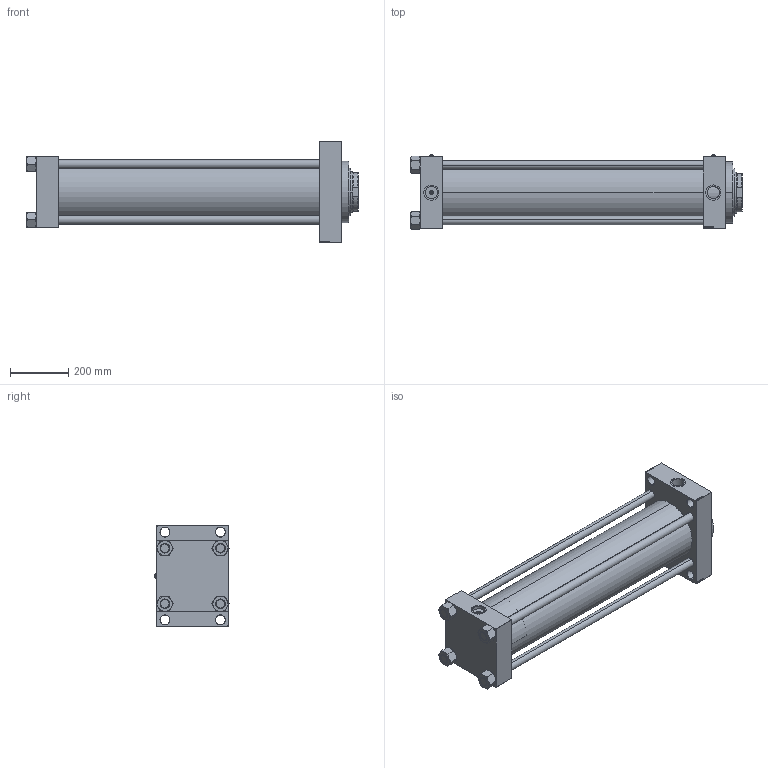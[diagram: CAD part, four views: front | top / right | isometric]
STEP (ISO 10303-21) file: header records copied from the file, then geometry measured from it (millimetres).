
FILE_DESCRIPTION (( 'STEP AP203' ), '1' );
FILE_NAME ('9387.STEP', '2022-04-15T04:16:13', ( '' ), ( '' ), 'SwSTEP 2.0', 'SolidWorks 2019', '' );
FILE_SCHEMA (( 'CONFIG_CONTROL_DESIGN' ));
Length unit declared in the file: millimetre
Products named in the file (7): 9387; V215CR_VCP_D f97d49980d228ae85d91dd87441cf7e6; Zatka_pro_OIL_PORT f97d49980d228ae85d91dd87441cf7e6; V215_VC_A f97d49980d228ae85d91dd87441cf7e6; V215CR_D_Body f97d49980d228ae85d91dd87441cf7e6; V215CR_D_TYCINKA f97d49980d228ae85d91dd87441cf7e6; NUT_M5_D f97d49980d228ae85d91dd87441cf7e6
Assembly tree (13 placements, depth 2):
  9387
    V215CR_D_Body f97d49980d228ae85d91dd87441cf7e6
    V215CR_VCP_D f97d49980d228ae85d91dd87441cf7e6
    NUT_M5_D f97d49980d228ae85d91dd87441cf7e6  x4
    V215CR_D_TYCINKA f97d49980d228ae85d91dd87441cf7e6  x4
    V215_VC_A f97d49980d228ae85d91dd87441cf7e6
    Zatka_pro_OIL_PORT f97d49980d228ae85d91dd87441cf7e6  x2
Bounding box: 1136 x 254.22 x 347 mm (x, y, z)
Volume: 30590082.1 mm3; surface area: 2772071 mm2
Topology: 13 solids, 13 shells, 1254 faces, 3143 edges, 2034 vertices
Faces by surface type: plane 593, bspline 368, cone 184, cylinder 101, torus 8
Entity records: 49822 total; most frequent: CARTESIAN_POINT 25850, ORIENTED_EDGE 5358, DIRECTION 3529, EDGE_CURVE 2679, VERTEX_POINT 1754, VECTOR 1575, LINE 1575, EDGE_LOOP 1197
